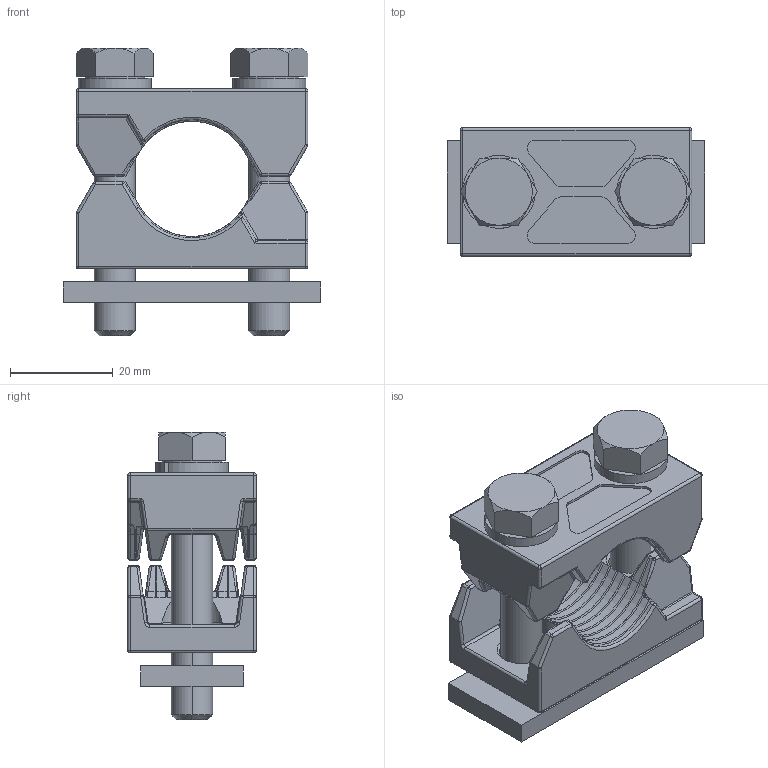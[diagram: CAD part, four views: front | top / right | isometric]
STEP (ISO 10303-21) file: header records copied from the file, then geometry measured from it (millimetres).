
FILE_DESCRIPTION(('CATIA V5 STEP'),'2;1');
FILE_NAME('K3111001_Prismenklemme_P3.stp','2016-01-08T13:37:33+00:00',('none'),('Jean Müller GmbH'),'CATIA Version 5 Release 19 SP 9 (IN-10)','CATIA V5 STEP AP214','none');
FILE_SCHEMA(('AUTOMOTIVE_DESIGN { 1 0 10303 214 1 1 1 1 }'));
Length unit declared in the file: millimetre
Products named in the file (6): K3111001_Prismenklemme P3; K3111001_S_Prismenklemme P3; 70199_Klemmenteil Gr3; 57401_Klemmenunterteil; 66812_Federring DIN 127 A8; 68111_Sechskantschraube M8x50
Assembly tree (8 placements, depth 2):
  K3111001_Prismenklemme P3
    K3111001_S_Prismenklemme P3
    70199_Klemmenteil Gr3  x2
    57401_Klemmenunterteil
    66812_Federring DIN 127 A8  x2
    68111_Sechskantschraube M8x50  x2
Bounding box: 50 x 25 x 55.9 mm (x, y, z)
Volume: 28144.3 mm3; surface area: 15921.6 mm2
Topology: 7 solids, 7 shells, 610 faces, 1520 edges, 853 vertices
Faces by surface type: cylinder 230, plane 178, bspline 134, cone 68
Entity records: 13030 total; most frequent: CARTESIAN_POINT 4780, ORIENTED_EDGE 1470, DIRECTION 914, EDGE_CURVE 735, VERTEX_POINT 435, AXIS2_PLACEMENT_3D 375, VECTOR 330, LINE 330
